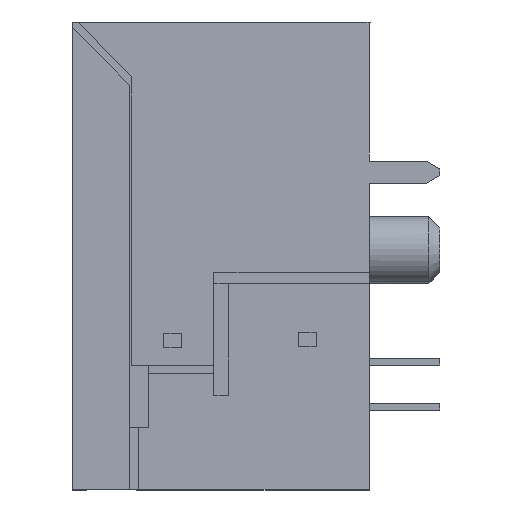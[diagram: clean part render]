
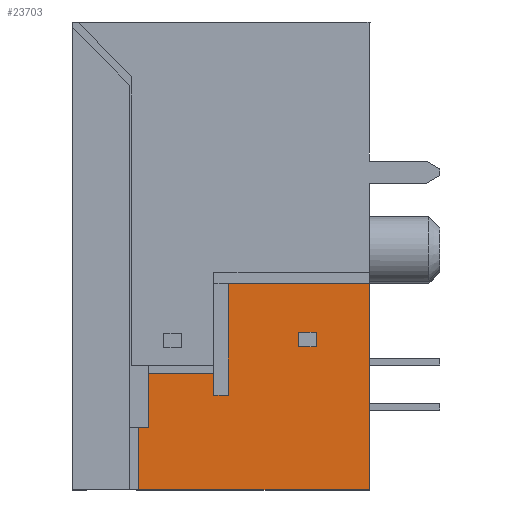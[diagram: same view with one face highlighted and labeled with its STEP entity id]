
A CAD part, left-side view. The second image highlights one B-rep face of the part: STEP entity #23703.
In plain terms, the highlighted planar face has unit normal (-1, 0, 0).
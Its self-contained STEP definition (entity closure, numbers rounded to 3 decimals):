
#274 = EDGE_LOOP ( 'NONE', ( #23908, #21865, #15235, #33099 ) ) ;
#442 = EDGE_CURVE ( 'NONE', #21275, #5976, #8102, .T. ) ;
#452 = LINE ( 'NONE', #32697, #2013 ) ;
#1064 = CARTESIAN_POINT ( 'NONE',  ( -7.993, 13.375, -12.903 ) ) ;
#1316 = ORIENTED_EDGE ( 'NONE', *, *, #36002, .T. ) ;
#1592 = DIRECTION ( 'NONE',  ( 0., -0.007, 1. ) ) ;
#2013 = VECTOR ( 'NONE', #18549, 1000. ) ;
#2619 = CARTESIAN_POINT ( 'NONE',  ( -7.993, 9.94, -2.313 ) ) ;
#2914 = EDGE_CURVE ( 'NONE', #23511, #21640, #36477, .T. ) ;
#3220 = EDGE_CURVE ( 'NONE', #21275, #35542, #24994, .T. ) ;
#3688 = VECTOR ( 'NONE', #9617, 1000. ) ;
#4115 = CARTESIAN_POINT ( 'NONE',  ( -7.993, 6.995, -7.658 ) ) ;
#5030 = VECTOR ( 'NONE', #31631, 1000. ) ;
#5519 = EDGE_CURVE ( 'NONE', #34888, #32793, #32588, .T. ) ;
#5871 = DIRECTION ( 'NONE',  ( 0., 1., 0. ) ) ;
#5960 = LINE ( 'NONE', #35815, #34271 ) ;
#5976 = VERTEX_POINT ( 'NONE', #19875 ) ;
#6290 = CARTESIAN_POINT ( 'NONE',  ( -7.993, 3.189, -6.468 ) ) ;
#6507 = VERTEX_POINT ( 'NONE', #18487 ) ;
#7146 = EDGE_CURVE ( 'NONE', #14028, #28291, #32865, .T. ) ;
#7563 = ORIENTED_EDGE ( 'NONE', *, *, #16697, .F. ) ;
#8048 = CARTESIAN_POINT ( 'NONE',  ( -7.993, 10.37, -10.105 ) ) ;
#8102 = LINE ( 'NONE', #2619, #16276 ) ;
#8477 = ORIENTED_EDGE ( 'NONE', *, *, #3220, .T. ) ;
#8710 = EDGE_CURVE ( 'NONE', #36049, #23511, #5960, .T. ) ;
#8745 = LINE ( 'NONE', #14563, #5030 ) ;
#9617 = DIRECTION ( 'NONE',  ( 0., -1., 0. ) ) ;
#9677 = CARTESIAN_POINT ( 'NONE',  ( -7.993, -12.964, -8.635 ) ) ;
#10044 = EDGE_CURVE ( 'NONE', #6507, #20980, #24918, .T. ) ;
#10340 = CARTESIAN_POINT ( 'NONE',  ( -7.993, 2.393, -6.468 ) ) ;
#10411 = DIRECTION ( 'NONE',  ( 0., 1., 0. ) ) ;
#10541 = VERTEX_POINT ( 'NONE', #14245 ) ;
#11117 = LINE ( 'NONE', #34402, #36644 ) ;
#11181 = DIRECTION ( 'NONE',  ( 0., 0., 1. ) ) ;
#11392 = ORIENTED_EDGE ( 'NONE', *, *, #10044, .F. ) ;
#12327 = CARTESIAN_POINT ( 'NONE',  ( -7.993, 6.995, -3.635 ) ) ;
#13341 = CARTESIAN_POINT ( 'NONE',  ( -7.993, 9.94, -10.105 ) ) ;
#13475 = CARTESIAN_POINT ( 'NONE',  ( -7.993, 6.355, -3.635 ) ) ;
#13716 = DIRECTION ( 'NONE',  ( 0., 0., -1. ) ) ;
#14028 = VERTEX_POINT ( 'NONE', #13475 ) ;
#14245 = CARTESIAN_POINT ( 'NONE',  ( -7.993, 2.393, -6.468 ) ) ;
#14563 = CARTESIAN_POINT ( 'NONE',  ( -7.993, 0., -2.313 ) ) ;
#15235 = ORIENTED_EDGE ( 'NONE', *, *, #37613, .F. ) ;
#15839 = VERTEX_POINT ( 'NONE', #34641 ) ;
#16252 = ORIENTED_EDGE ( 'NONE', *, *, #7146, .F. ) ;
#16276 = VECTOR ( 'NONE', #11181, 1000. ) ;
#16302 = EDGE_CURVE ( 'NONE', #10541, #36049, #22307, .T. ) ;
#16349 = LINE ( 'NONE', #10340, #28542 ) ;
#16697 = EDGE_CURVE ( 'NONE', #34888, #14028, #26643, .T. ) ;
#17314 = CARTESIAN_POINT ( 'NONE',  ( -7.993, 6.355, -8.635 ) ) ;
#17719 = VECTOR ( 'NONE', #10411, 1000. ) ;
#18205 = VECTOR ( 'NONE', #19391, 1000. ) ;
#18247 = EDGE_CURVE ( 'NONE', #6507, #28291, #8745, .T. ) ;
#18487 = CARTESIAN_POINT ( 'NONE',  ( -7.993, 0., -12.905 ) ) ;
#18549 = DIRECTION ( 'NONE',  ( 0., 0., 1. ) ) ;
#19065 = CARTESIAN_POINT ( 'NONE',  ( -7.993, 10.389, -12.905 ) ) ;
#19252 = ORIENTED_EDGE ( 'NONE', *, *, #35631, .F. ) ;
#19391 = DIRECTION ( 'NONE',  ( 0., 1., 0. ) ) ;
#19580 = EDGE_LOOP ( 'NONE', ( #28274, #16252, #7563, #32330, #1316, #19252, #35279, #8477, #20764, #11392 ) ) ;
#19875 = CARTESIAN_POINT ( 'NONE',  ( -7.993, 9.94, -7.658 ) ) ;
#19944 = CARTESIAN_POINT ( 'NONE',  ( -7.993, 3.189, -5.802 ) ) ;
#20764 = ORIENTED_EDGE ( 'NONE', *, *, #35451, .F. ) ;
#20980 = VERTEX_POINT ( 'NONE', #19065 ) ;
#21275 = VERTEX_POINT ( 'NONE', #13341 ) ;
#21640 = VERTEX_POINT ( 'NONE', #6290 ) ;
#21725 = DIRECTION ( 'NONE',  ( 0., 0., -1. ) ) ;
#21865 = ORIENTED_EDGE ( 'NONE', *, *, #16302, .F. ) ;
#22307 = LINE ( 'NONE', #25045, #30498 ) ;
#23172 = DIRECTION ( 'NONE',  ( 0., 0., 1. ) ) ;
#23511 = VERTEX_POINT ( 'NONE', #19944 ) ;
#23703 = ADVANCED_FACE ( 'NONE', ( #27675, #25532 ), #25342, .F. ) ;
#23908 = ORIENTED_EDGE ( 'NONE', *, *, #8710, .F. ) ;
#24253 = DIRECTION ( 'NONE',  ( 0., -1., 0. ) ) ;
#24918 = LINE ( 'NONE', #36938, #17719 ) ;
#24994 = LINE ( 'NONE', #36822, #18205 ) ;
#25044 = CARTESIAN_POINT ( 'NONE',  ( -7.993, 3.189, -6.468 ) ) ;
#25045 = CARTESIAN_POINT ( 'NONE',  ( -7.993, 2.393, -6.468 ) ) ;
#25342 = PLANE ( 'NONE',  #38149 ) ;
#25532 = FACE_OUTER_BOUND ( 'NONE', #19580, .T. ) ;
#26643 = LINE ( 'NONE', #38252, #36098 ) ;
#27269 = DIRECTION ( 'NONE',  ( 0., 1., 0. ) ) ;
#27675 = FACE_BOUND ( 'NONE', #274, .T. ) ;
#27974 = DIRECTION ( 'NONE',  ( 0., 0., 1. ) ) ;
#28057 = CARTESIAN_POINT ( 'NONE',  ( -7.993, 2.393, -5.802 ) ) ;
#28274 = ORIENTED_EDGE ( 'NONE', *, *, #18247, .T. ) ;
#28291 = VERTEX_POINT ( 'NONE', #35828 ) ;
#28452 = DIRECTION ( 'NONE',  ( 1., 0., 0. ) ) ;
#28542 = VECTOR ( 'NONE', #28740, 1000. ) ;
#28740 = DIRECTION ( 'NONE',  ( 0., -1., 0. ) ) ;
#30102 = VECTOR ( 'NONE', #5871, 1000. ) ;
#30498 = VECTOR ( 'NONE', #27974, 1000. ) ;
#31222 = VECTOR ( 'NONE', #21725, 1000. ) ;
#31631 = DIRECTION ( 'NONE',  ( 0., 0., 1. ) ) ;
#32330 = ORIENTED_EDGE ( 'NONE', *, *, #5519, .T. ) ;
#32588 = LINE ( 'NONE', #9677, #30102 ) ;
#32697 = CARTESIAN_POINT ( 'NONE',  ( -7.993, 6.995, -2.313 ) ) ;
#32793 = VERTEX_POINT ( 'NONE', #33007 ) ;
#32865 = LINE ( 'NONE', #12327, #3688 ) ;
#33007 = CARTESIAN_POINT ( 'NONE',  ( -7.993, 6.995, -8.635 ) ) ;
#33099 = ORIENTED_EDGE ( 'NONE', *, *, #2914, .F. ) ;
#34271 = VECTOR ( 'NONE', #27269, 1000. ) ;
#34402 = CARTESIAN_POINT ( 'NONE',  ( -7.993, 10.389, -12.905 ) ) ;
#34641 = CARTESIAN_POINT ( 'NONE',  ( -7.993, 6.995, -7.658 ) ) ;
#34816 = VECTOR ( 'NONE', #24253, 1000. ) ;
#34888 = VERTEX_POINT ( 'NONE', #17314 ) ;
#35279 = ORIENTED_EDGE ( 'NONE', *, *, #442, .F. ) ;
#35451 = EDGE_CURVE ( 'NONE', #20980, #35542, #11117, .T. ) ;
#35542 = VERTEX_POINT ( 'NONE', #8048 ) ;
#35631 = EDGE_CURVE ( 'NONE', #5976, #15839, #36466, .T. ) ;
#35815 = CARTESIAN_POINT ( 'NONE',  ( -7.993, 2.393, -5.802 ) ) ;
#35828 = CARTESIAN_POINT ( 'NONE',  ( -7.993, 0., -3.635 ) ) ;
#36002 = EDGE_CURVE ( 'NONE', #32793, #15839, #452, .T. ) ;
#36049 = VERTEX_POINT ( 'NONE', #28057 ) ;
#36098 = VECTOR ( 'NONE', #23172, 1000. ) ;
#36466 = LINE ( 'NONE', #4115, #34816 ) ;
#36477 = LINE ( 'NONE', #25044, #31222 ) ;
#36644 = VECTOR ( 'NONE', #1592, 1000. ) ;
#36822 = CARTESIAN_POINT ( 'NONE',  ( -7.993, -12.964, -10.105 ) ) ;
#36938 = CARTESIAN_POINT ( 'NONE',  ( -7.993, 13.375, -12.905 ) ) ;
#37613 = EDGE_CURVE ( 'NONE', #21640, #10541, #16349, .T. ) ;
#38149 = AXIS2_PLACEMENT_3D ( 'NONE', #1064, #28452, #13716 ) ;
#38252 = CARTESIAN_POINT ( 'NONE',  ( -7.993, 6.355, -2.313 ) ) ;
